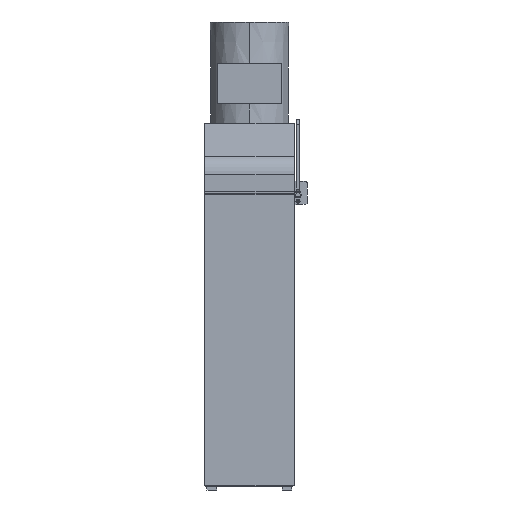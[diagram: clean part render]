
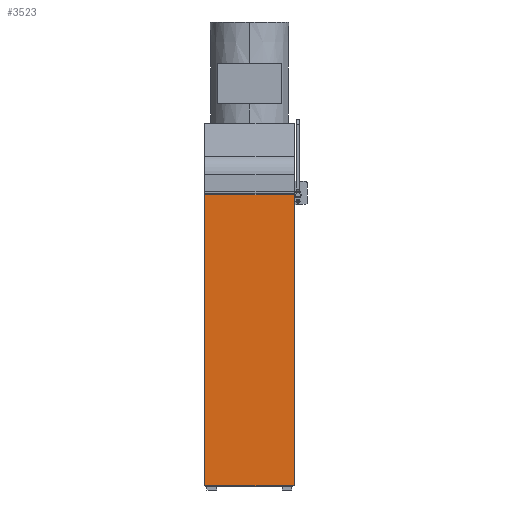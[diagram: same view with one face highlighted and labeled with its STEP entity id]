
A CAD part, front view. The second image highlights one B-rep face of the part: STEP entity #3523.
In plain terms, the highlighted planar face has unit normal (0, -1, 0).
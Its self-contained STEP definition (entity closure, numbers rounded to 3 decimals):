
#179 = VECTOR ( 'NONE', #3563, 1000. ) ;
#354 = FACE_OUTER_BOUND ( 'NONE', #11411, .T. ) ;
#2350 = EDGE_CURVE ( 'NONE', #13230, #2843, #4632, .T. ) ;
#2697 = EDGE_CURVE ( 'NONE', #16762, #2843, #15574, .T. ) ;
#2843 = VERTEX_POINT ( 'NONE', #5888 ) ;
#3523 = ADVANCED_FACE ( 'NONE', ( #354 ), #8183, .T. ) ;
#3563 = DIRECTION ( 'NONE',  ( -1., 0., 0. ) ) ;
#3946 = DIRECTION ( 'NONE',  ( 0., 0., 1. ) ) ;
#4030 = CARTESIAN_POINT ( 'NONE',  ( -113.5, -224.3, 10.354 ) ) ;
#4536 = CARTESIAN_POINT ( 'NONE',  ( 0., -224.3, 10.354 ) ) ;
#4632 = LINE ( 'NONE', #5986, #7661 ) ;
#5654 = DIRECTION ( 'NONE',  ( -1., 0., 0. ) ) ;
#5823 = DIRECTION ( 'NONE',  ( 0., 0., -1. ) ) ;
#5888 = CARTESIAN_POINT ( 'NONE',  ( -113.5, -224.3, 746.194 ) ) ;
#5986 = CARTESIAN_POINT ( 'NONE',  ( 0., -224.3, 746.194 ) ) ;
#7661 = VECTOR ( 'NONE', #5654, 1000. ) ;
#8183 = PLANE ( 'NONE',  #14758 ) ;
#8460 = EDGE_CURVE ( 'NONE', #13230, #12770, #15211, .T. ) ;
#9546 = CARTESIAN_POINT ( 'NONE',  ( 0., -224.3, 746.194 ) ) ;
#10293 = ORIENTED_EDGE ( 'NONE', *, *, #8460, .F. ) ;
#11005 = CARTESIAN_POINT ( 'NONE',  ( 113.5, -224.3, 10.354 ) ) ;
#11411 = EDGE_LOOP ( 'NONE', ( #16643, #10293, #15921, #13618 ) ) ;
#11446 = CARTESIAN_POINT ( 'NONE',  ( 113.5, -224.3, 746.194 ) ) ;
#11614 = DIRECTION ( 'NONE',  ( 0., 0., -1. ) ) ;
#12098 = DIRECTION ( 'NONE',  ( 0., -1., 0. ) ) ;
#12281 = VECTOR ( 'NONE', #3946, 1000. ) ;
#12603 = CARTESIAN_POINT ( 'NONE',  ( -113.5, -224.3, 10.354 ) ) ;
#12623 = VECTOR ( 'NONE', #5823, 1000. ) ;
#12770 = VERTEX_POINT ( 'NONE', #15826 ) ;
#12864 = EDGE_CURVE ( 'NONE', #12770, #16762, #16161, .T. ) ;
#13230 = VERTEX_POINT ( 'NONE', #11446 ) ;
#13618 = ORIENTED_EDGE ( 'NONE', *, *, #2697, .F. ) ;
#14758 = AXIS2_PLACEMENT_3D ( 'NONE', #9546, #12098, #11614 ) ;
#15211 = LINE ( 'NONE', #11005, #12623 ) ;
#15574 = LINE ( 'NONE', #4030, #12281 ) ;
#15826 = CARTESIAN_POINT ( 'NONE',  ( 113.5, -224.3, 10.354 ) ) ;
#15921 = ORIENTED_EDGE ( 'NONE', *, *, #2350, .T. ) ;
#16161 = LINE ( 'NONE', #4536, #179 ) ;
#16643 = ORIENTED_EDGE ( 'NONE', *, *, #12864, .F. ) ;
#16762 = VERTEX_POINT ( 'NONE', #12603 ) ;
